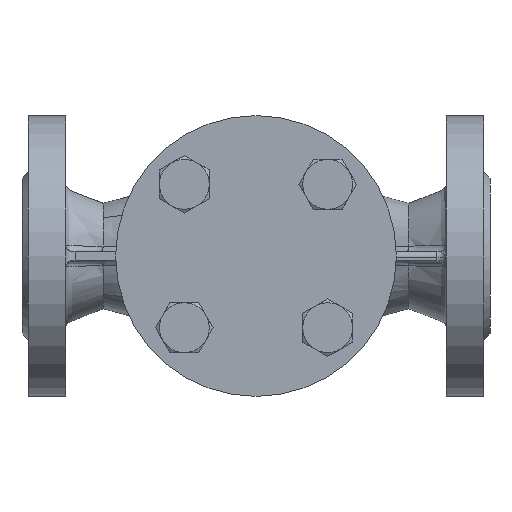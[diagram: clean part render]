
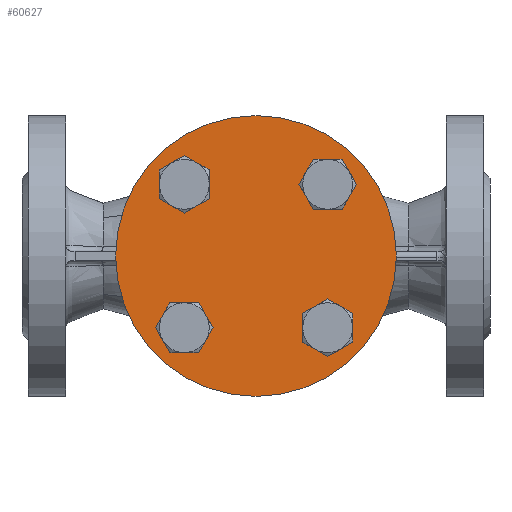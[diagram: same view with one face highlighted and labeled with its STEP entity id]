
A CAD part, front view. The second image highlights one B-rep face of the part: STEP entity #60627.
In plain terms, the highlighted planar face has unit normal (0, -1, 0).
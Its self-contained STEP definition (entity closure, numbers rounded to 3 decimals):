
#591 = CIRCLE ( 'NONE', #20523, 8.024 ) ;
#3703 = CARTESIAN_POINT ( 'NONE',  ( 23.05, -86.192, 23.05 ) ) ;
#3704 = DIRECTION ( 'NONE',  ( 0., 1., 0. ) ) ;
#3705 = DIRECTION ( 'NONE',  ( 0., 0., -1. ) ) ;
#3841 = CARTESIAN_POINT ( 'NONE',  ( -23.05, -86.192, 23.05 ) ) ;
#3842 = DIRECTION ( 'NONE',  ( 0., 1., 0. ) ) ;
#3843 = DIRECTION ( 'NONE',  ( 1., 0., 0. ) ) ;
#4110 = CARTESIAN_POINT ( 'NONE',  ( -23.05, -86.192, 23.05 ) ) ;
#4111 = DIRECTION ( 'NONE',  ( 0., 1., 0. ) ) ;
#4112 = DIRECTION ( 'NONE',  ( 1., 0., 0. ) ) ;
#4113 = CARTESIAN_POINT ( 'NONE',  ( 0., -86.192, 0. ) ) ;
#4114 = DIRECTION ( 'NONE',  ( 0., 1., 0. ) ) ;
#4115 = DIRECTION ( 'NONE',  ( 0., 0., 1. ) ) ;
#4117 = CARTESIAN_POINT ( 'NONE',  ( 23.05, -86.192, 23.05 ) ) ;
#4118 = DIRECTION ( 'NONE',  ( 0., 1., 0. ) ) ;
#4119 = DIRECTION ( 'NONE',  ( 0., 0., -1. ) ) ;
#4131 = CARTESIAN_POINT ( 'NONE',  ( -23.05, -86.192, -23.05 ) ) ;
#4132 = DIRECTION ( 'NONE',  ( 0., 1., 0. ) ) ;
#4133 = DIRECTION ( 'NONE',  ( 0., 0., 1. ) ) ;
#4140 = CARTESIAN_POINT ( 'NONE',  ( 23.05, -86.192, -23.05 ) ) ;
#4141 = DIRECTION ( 'NONE',  ( 0., 1., 0. ) ) ;
#4142 = DIRECTION ( 'NONE',  ( -1., 0., 0. ) ) ;
#8245 = AXIS2_PLACEMENT_3D ( 'NONE', #3703, #3704, #3705 ) ;
#8313 = CIRCLE ( 'NONE', #8341, 8.024 ) ;
#8341 = AXIS2_PLACEMENT_3D ( 'NONE', #3841, #3842, #3843 ) ;
#8358 = CIRCLE ( 'NONE', #8245, 8.024 ) ;
#8431 = CARTESIAN_POINT ( 'NONE',  ( 31.074, -86.192, -23.05 ) ) ;
#8435 = CARTESIAN_POINT ( 'NONE',  ( 15.026, -86.192, -23.05 ) ) ;
#8485 = CARTESIAN_POINT ( 'NONE',  ( 0., -86.192, -45.135 ) ) ;
#8487 = CARTESIAN_POINT ( 'NONE',  ( 0., -86.192, 45.135 ) ) ;
#8590 = CARTESIAN_POINT ( 'NONE',  ( -23.05, -86.192, -15.026 ) ) ;
#8592 = CARTESIAN_POINT ( 'NONE',  ( -15.026, -86.192, 23.05 ) ) ;
#8618 = CARTESIAN_POINT ( 'NONE',  ( 23.05, -86.192, 15.026 ) ) ;
#8666 = CARTESIAN_POINT ( 'NONE',  ( -31.074, -86.192, 23.05 ) ) ;
#11723 = AXIS2_PLACEMENT_3D ( 'NONE', #59595, #59596, #59597 ) ;
#11724 = CIRCLE ( 'NONE', #11723, 45.135 ) ;
#20096 = AXIS2_PLACEMENT_3D ( 'NONE', #76786, #76787, #76788 ) ;
#20102 = CIRCLE ( 'NONE', #20096, 8.024 ) ;
#20197 = CIRCLE ( 'NONE', #20454, 8.024 ) ;
#20454 = AXIS2_PLACEMENT_3D ( 'NONE', #77154, #77155, #77156 ) ;
#20523 = AXIS2_PLACEMENT_3D ( 'NONE', #4140, #4141, #4142 ) ;
#21716 = ORIENTED_EDGE ( 'NONE', *, *, #64940, .T. ) ;
#21792 = ORIENTED_EDGE ( 'NONE', *, *, #64998, .F. ) ;
#21794 = ORIENTED_EDGE ( 'NONE', *, *, #65003, .T. ) ;
#21802 = EDGE_LOOP ( 'NONE', ( #21794, #21849 ) ) ;
#21811 = ORIENTED_EDGE ( 'NONE', *, *, #64894, .T. ) ;
#21849 = ORIENTED_EDGE ( 'NONE', *, *, #60136, .T. ) ;
#21967 = ORIENTED_EDGE ( 'NONE', *, *, #64999, .T. ) ;
#22263 = ORIENTED_EDGE ( 'NONE', *, *, #64997, .T. ) ;
#22349 = ORIENTED_EDGE ( 'NONE', *, *, #60026, .F. ) ;
#22428 = EDGE_LOOP ( 'NONE', ( #22263, #21716 ) ) ;
#22438 = EDGE_LOOP ( 'NONE', ( #21792, #22349 ) ) ;
#22446 = EDGE_LOOP ( 'NONE', ( #22553, #22644 ) ) ;
#22510 = EDGE_LOOP ( 'NONE', ( #21967, #21811 ) ) ;
#22553 = ORIENTED_EDGE ( 'NONE', *, *, #65006, .T. ) ;
#22644 = ORIENTED_EDGE ( 'NONE', *, *, #60178, .T. ) ;
#33978 = PLANE ( 'NONE',  #41223 ) ;
#33981 = FACE_OUTER_BOUND ( 'NONE', #22438, .T. ) ;
#33982 = FACE_BOUND ( 'NONE', #22510, .T. ) ;
#33984 = FACE_BOUND ( 'NONE', #22428, .T. ) ;
#33985 = CARTESIAN_POINT ( 'NONE',  ( 0., -86.192, 0. ) ) ;
#33986 = FACE_BOUND ( 'NONE', #21802, .T. ) ;
#33988 = FACE_BOUND ( 'NONE', #22446, .T. ) ;
#33989 = DIRECTION ( 'NONE',  ( 0., 1., 0. ) ) ;
#33990 = DIRECTION ( 'NONE',  ( 0., 0., 1. ) ) ;
#41223 = AXIS2_PLACEMENT_3D ( 'NONE', #33985, #33989, #33990 ) ;
#52479 = VERTEX_POINT ( 'NONE', #8431 ) ;
#52491 = VERTEX_POINT ( 'NONE', #8435 ) ;
#52641 = VERTEX_POINT ( 'NONE', #8485 ) ;
#52647 = VERTEX_POINT ( 'NONE', #8487 ) ;
#54224 = VERTEX_POINT ( 'NONE', #8590 ) ;
#54226 = VERTEX_POINT ( 'NONE', #8592 ) ;
#54252 = VERTEX_POINT ( 'NONE', #8618 ) ;
#54461 = VERTEX_POINT ( 'NONE', #8666 ) ;
#57277 = AXIS2_PLACEMENT_3D ( 'NONE', #4131, #4132, #4133 ) ;
#57282 = CIRCLE ( 'NONE', #57277, 8.024 ) ;
#59595 = CARTESIAN_POINT ( 'NONE',  ( 0., -86.192, 0. ) ) ;
#59596 = DIRECTION ( 'NONE',  ( 0., 1., 0. ) ) ;
#59597 = DIRECTION ( 'NONE',  ( 0., 0., 1. ) ) ;
#60026 = EDGE_CURVE ( 'NONE', #52647, #52641, #11724, .T. ) ;
#60136 = EDGE_CURVE ( 'NONE', #54224, #69788, #20102, .T. ) ;
#60178 = EDGE_CURVE ( 'NONE', #52491, #52479, #20197, .T. ) ;
#60627 = ADVANCED_FACE ( 'NONE', ( #33982, #33984, #33986, #33988, #33981 ), #33978, .F. ) ;
#61737 = CARTESIAN_POINT ( 'NONE',  ( -23.05, -86.192, -31.074 ) ) ;
#61759 = CARTESIAN_POINT ( 'NONE',  ( 23.05, -86.192, 31.074 ) ) ;
#64894 = EDGE_CURVE ( 'NONE', #54252, #69826, #8358, .T. ) ;
#64940 = EDGE_CURVE ( 'NONE', #54226, #54461, #8313, .T. ) ;
#64997 = EDGE_CURVE ( 'NONE', #54461, #54226, #83698, .T. ) ;
#64998 = EDGE_CURVE ( 'NONE', #52641, #52647, #83701, .T. ) ;
#64999 = EDGE_CURVE ( 'NONE', #69826, #54252, #83700, .T. ) ;
#65003 = EDGE_CURVE ( 'NONE', #69788, #54224, #57282, .T. ) ;
#65006 = EDGE_CURVE ( 'NONE', #52479, #52491, #591, .T. ) ;
#69788 = VERTEX_POINT ( 'NONE', #61737 ) ;
#69826 = VERTEX_POINT ( 'NONE', #61759 ) ;
#76786 = CARTESIAN_POINT ( 'NONE',  ( -23.05, -86.192, -23.05 ) ) ;
#76787 = DIRECTION ( 'NONE',  ( 0., 1., 0. ) ) ;
#76788 = DIRECTION ( 'NONE',  ( 0., 0., 1. ) ) ;
#77154 = CARTESIAN_POINT ( 'NONE',  ( 23.05, -86.192, -23.05 ) ) ;
#77155 = DIRECTION ( 'NONE',  ( 0., 1., 0. ) ) ;
#77156 = DIRECTION ( 'NONE',  ( -1., 0., 0. ) ) ;
#83693 = AXIS2_PLACEMENT_3D ( 'NONE', #4113, #4114, #4115 ) ;
#83698 = CIRCLE ( 'NONE', #83702, 8.024 ) ;
#83700 = CIRCLE ( 'NONE', #83704, 8.024 ) ;
#83701 = CIRCLE ( 'NONE', #83693, 45.135 ) ;
#83702 = AXIS2_PLACEMENT_3D ( 'NONE', #4110, #4111, #4112 ) ;
#83704 = AXIS2_PLACEMENT_3D ( 'NONE', #4117, #4118, #4119 ) ;
